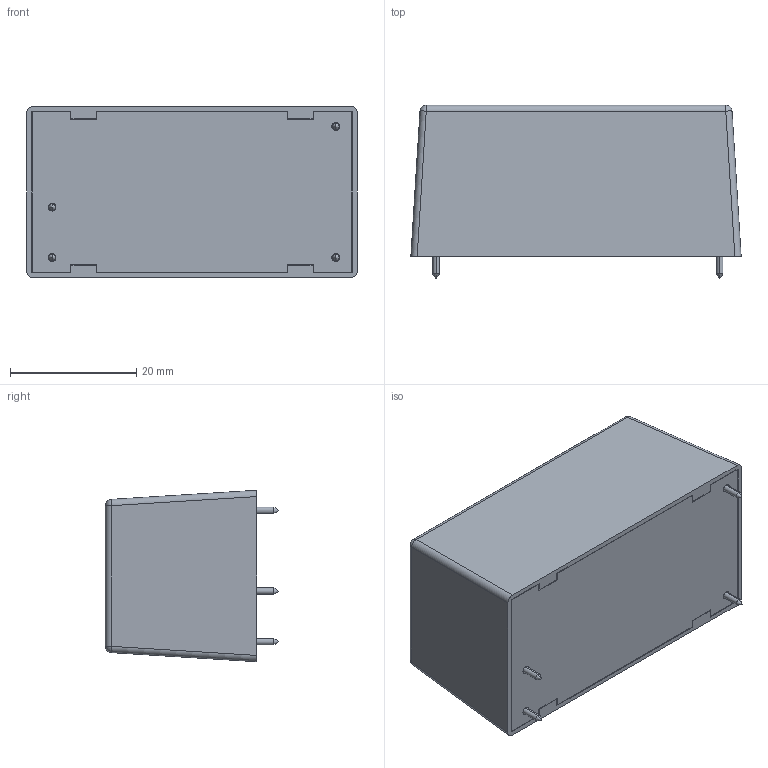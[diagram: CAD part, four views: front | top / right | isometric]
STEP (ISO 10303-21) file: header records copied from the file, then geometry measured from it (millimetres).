
FILE_DESCRIPTION (( 'STEP AP214' ), '1' );
FILE_NAME ('IRM-20-5.STEP', '2022-06-14T13:33:56', ( '' ), ( '' ), 'SwSTEP 2.0', 'SolidWorks 2018', '' );
FILE_SCHEMA (( 'AUTOMOTIVE_DESIGN' ));
Length unit declared in the file: millimetre
Products named in the file (1): IRM-20-5
Bounding box: 52.4 x 27.5 x 27.2 mm (x, y, z)
Volume: 31367.3 mm3; surface area: 8957.2 mm2
Topology: 2 solids, 2 shells, 97 faces, 248 edges, 156 vertices
Faces by surface type: plane 53, cylinder 24, cone 8, bspline 8, sphere 4
Entity records: 4060 total; most frequent: CARTESIAN_POINT 630, ORIENTED_EDGE 488, DIRECTION 456, EDGE_CURVE 244, LINE 172, VECTOR 172, VERTEX_POINT 156, AXIS2_PLACEMENT_3D 142
